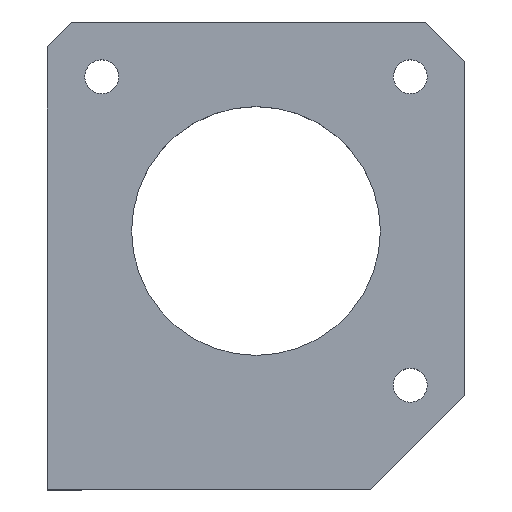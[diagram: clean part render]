
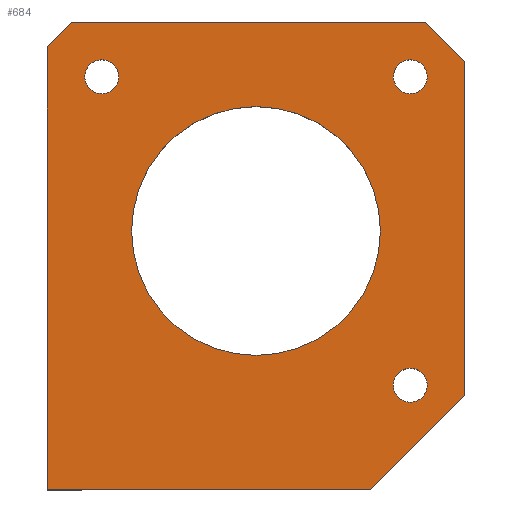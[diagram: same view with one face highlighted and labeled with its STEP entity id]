
A CAD part, top view. The second image highlights one B-rep face of the part: STEP entity #684.
In plain terms, the highlighted planar face has unit normal (0, 0, 1).
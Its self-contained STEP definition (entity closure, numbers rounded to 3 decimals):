
#3 = CARTESIAN_POINT ( 'NONE',  ( -42., 44.5, 7. ) ) ;
#22 = LINE ( 'NONE', #538, #1374 ) ;
#32 = DIRECTION ( 'NONE',  ( 0., 0., 1. ) ) ;
#34 = EDGE_CURVE ( 'NONE', #654, #1072, #798, .T. ) ;
#36 = CARTESIAN_POINT ( 'NONE',  ( 0., 47., 7. ) ) ;
#45 = VECTOR ( 'NONE', #648, 1000. ) ;
#66 = EDGE_CURVE ( 'NONE', #1573, #148, #1216, .T. ) ;
#75 = AXIS2_PLACEMENT_3D ( 'NONE', #946, #953, #1340 ) ;
#85 = CARTESIAN_POINT ( 'NONE',  ( -4.75, 4.75, 7. ) ) ;
#88 = CARTESIAN_POINT ( 'NONE',  ( -3.925, 47., 7. ) ) ;
#91 = CARTESIAN_POINT ( 'NONE',  ( 0., 0., 7. ) ) ;
#96 = EDGE_CURVE ( 'NONE', #1203, #214, #145, .T. ) ;
#102 = VECTOR ( 'NONE', #129, 1000. ) ;
#112 = DIRECTION ( 'NONE',  ( 0., 0., 1. ) ) ;
#128 = VECTOR ( 'NONE', #1297, 1000. ) ;
#129 = DIRECTION ( 'NONE',  ( 0., 1., 0. ) ) ;
#130 = CARTESIAN_POINT ( 'NONE',  ( -9.5, 0., 7. ) ) ;
#135 = CARTESIAN_POINT ( 'NONE',  ( -34.8, 41.5, 7. ) ) ;
#145 = LINE ( 'NONE', #1571, #102 ) ;
#148 = VERTEX_POINT ( 'NONE', #1035 ) ;
#149 = DIRECTION ( 'NONE',  ( 1., 0., 0. ) ) ;
#199 = ORIENTED_EDGE ( 'NONE', *, *, #1008, .T. ) ;
#201 = CARTESIAN_POINT ( 'NONE',  ( -3.796, 41.5, 7. ) ) ;
#209 = EDGE_CURVE ( 'NONE', #743, #1509, #614, .T. ) ;
#214 = VERTEX_POINT ( 'NONE', #668 ) ;
#221 = CARTESIAN_POINT ( 'NONE',  ( -21., 26., 7. ) ) ;
#271 = CARTESIAN_POINT ( 'NONE',  ( -5.496, 41.5, 7. ) ) ;
#290 = CIRCLE ( 'NONE', #694, 1.7 ) ;
#307 = CARTESIAN_POINT ( 'NONE',  ( -42., 0., 7. ) ) ;
#309 = FACE_BOUND ( 'NONE', #1390, .T. ) ;
#318 = VECTOR ( 'NONE', #469, 1000. ) ;
#322 = CARTESIAN_POINT ( 'NONE',  ( 0., 0., 7. ) ) ;
#330 = VERTEX_POINT ( 'NONE', #201 ) ;
#331 = DIRECTION ( 'NONE',  ( 0., 0., 1. ) ) ;
#342 = AXIS2_PLACEMENT_3D ( 'NONE', #1047, #1310, #149 ) ;
#384 = LINE ( 'NONE', #1031, #45 ) ;
#430 = ORIENTED_EDGE ( 'NONE', *, *, #66, .F. ) ;
#444 = VERTEX_POINT ( 'NONE', #3 ) ;
#445 = PLANE ( 'NONE',  #1236 ) ;
#454 = ORIENTED_EDGE ( 'NONE', *, *, #1526, .T. ) ;
#461 = CARTESIAN_POINT ( 'NONE',  ( -3.8, 10.5, 7. ) ) ;
#463 = ORIENTED_EDGE ( 'NONE', *, *, #896, .F. ) ;
#469 = DIRECTION ( 'NONE',  ( 0.707, 0.707, 0. ) ) ;
#481 = ORIENTED_EDGE ( 'NONE', *, *, #906, .T. ) ;
#538 = CARTESIAN_POINT ( 'NONE',  ( -43.25, 43.25, 7. ) ) ;
#539 = ORIENTED_EDGE ( 'NONE', *, *, #209, .F. ) ;
#552 = DIRECTION ( 'NONE',  ( -1., 0., 0. ) ) ;
#563 = CARTESIAN_POINT ( 'NONE',  ( -7.2, 10.5, 7. ) ) ;
#576 = DIRECTION ( 'NONE',  ( 1., 0., 0. ) ) ;
#595 = ORIENTED_EDGE ( 'NONE', *, *, #1239, .T. ) ;
#614 = CIRCLE ( 'NONE', #1440, 1.7 ) ;
#628 = ORIENTED_EDGE ( 'NONE', *, *, #96, .T. ) ;
#634 = DIRECTION ( 'NONE',  ( 0., 0., -1. ) ) ;
#648 = DIRECTION ( 'NONE',  ( 0., -1., 0. ) ) ;
#654 = VERTEX_POINT ( 'NONE', #563 ) ;
#668 = CARTESIAN_POINT ( 'NONE',  ( 0., 43.075, 7. ) ) ;
#684 = ADVANCED_FACE ( 'NONE', ( #980, #1091, #825, #309, #1616 ), #445, .T. ) ;
#694 = AXIS2_PLACEMENT_3D ( 'NONE', #903, #634, #1673 ) ;
#729 = VERTEX_POINT ( 'NONE', #88 ) ;
#743 = VERTEX_POINT ( 'NONE', #1516 ) ;
#746 = VERTEX_POINT ( 'NONE', #1012 ) ;
#747 = CIRCLE ( 'NONE', #967, 12.5 ) ;
#765 = DIRECTION ( 'NONE',  ( 1., 0., 0. ) ) ;
#798 = CIRCLE ( 'NONE', #1575, 1.7 ) ;
#802 = CIRCLE ( 'NONE', #75, 1.7 ) ;
#825 = FACE_BOUND ( 'NONE', #837, .T. ) ;
#837 = EDGE_LOOP ( 'NONE', ( #463, #539 ) ) ;
#847 = EDGE_LOOP ( 'NONE', ( #430, #891 ) ) ;
#858 = CIRCLE ( 'NONE', #342, 1.7 ) ;
#868 = DIRECTION ( 'NONE',  ( 1., 0., 0. ) ) ;
#877 = EDGE_LOOP ( 'NONE', ( #1143, #199, #481, #1177, #454, #954, #628 ) ) ;
#883 = EDGE_CURVE ( 'NONE', #444, #1005, #384, .T. ) ;
#891 = ORIENTED_EDGE ( 'NONE', *, *, #1111, .F. ) ;
#894 = DIRECTION ( 'NONE',  ( 0., 0., 1. ) ) ;
#895 = CARTESIAN_POINT ( 'NONE',  ( 0., 9.5, 7. ) ) ;
#896 = EDGE_CURVE ( 'NONE', #1509, #743, #858, .T. ) ;
#903 = CARTESIAN_POINT ( 'NONE',  ( -5.496, 41.5, 7. ) ) ;
#906 = EDGE_CURVE ( 'NONE', #746, #444, #22, .T. ) ;
#909 = DIRECTION ( 'NONE',  ( 1., 0., 0. ) ) ;
#946 = CARTESIAN_POINT ( 'NONE',  ( -5.5, 10.5, 7. ) ) ;
#953 = DIRECTION ( 'NONE',  ( 0., 0., 1. ) ) ;
#954 = ORIENTED_EDGE ( 'NONE', *, *, #1042, .T. ) ;
#967 = AXIS2_PLACEMENT_3D ( 'NONE', #221, #331, #868 ) ;
#980 = FACE_BOUND ( 'NONE', #847, .T. ) ;
#997 = DIRECTION ( 'NONE',  ( 0., 0., 1. ) ) ;
#1005 = VERTEX_POINT ( 'NONE', #307 ) ;
#1008 = EDGE_CURVE ( 'NONE', #729, #746, #1202, .T. ) ;
#1012 = CARTESIAN_POINT ( 'NONE',  ( -39.5, 47., 7. ) ) ;
#1031 = CARTESIAN_POINT ( 'NONE',  ( -42., 0., 7. ) ) ;
#1035 = CARTESIAN_POINT ( 'NONE',  ( -33.5, 26., 7. ) ) ;
#1036 = DIRECTION ( 'NONE',  ( 0., 0., -1. ) ) ;
#1042 = EDGE_CURVE ( 'NONE', #1303, #1203, #1249, .T. ) ;
#1047 = CARTESIAN_POINT ( 'NONE',  ( -36.5, 41.5, 7. ) ) ;
#1054 = AXIS2_PLACEMENT_3D ( 'NONE', #1564, #112, #1406 ) ;
#1059 = DIRECTION ( 'NONE',  ( -0.707, -0.707, 0. ) ) ;
#1072 = VERTEX_POINT ( 'NONE', #461 ) ;
#1091 = FACE_OUTER_BOUND ( 'NONE', #877, .T. ) ;
#1103 = VECTOR ( 'NONE', #576, 1000. ) ;
#1111 = EDGE_CURVE ( 'NONE', #148, #1573, #747, .T. ) ;
#1143 = ORIENTED_EDGE ( 'NONE', *, *, #1506, .F. ) ;
#1151 = CARTESIAN_POINT ( 'NONE',  ( -8.5, 26., 7. ) ) ;
#1173 = CARTESIAN_POINT ( 'NONE',  ( -7.196, 41.5, 7. ) ) ;
#1177 = ORIENTED_EDGE ( 'NONE', *, *, #883, .T. ) ;
#1202 = LINE ( 'NONE', #36, #1214 ) ;
#1203 = VERTEX_POINT ( 'NONE', #895 ) ;
#1214 = VECTOR ( 'NONE', #552, 1000. ) ;
#1216 = CIRCLE ( 'NONE', #1054, 12.5 ) ;
#1236 = AXIS2_PLACEMENT_3D ( 'NONE', #322, #997, #1244 ) ;
#1239 = EDGE_CURVE ( 'NONE', #1523, #330, #290, .T. ) ;
#1240 = CIRCLE ( 'NONE', #1325, 1.7 ) ;
#1244 = DIRECTION ( 'NONE',  ( 1., 0., 0. ) ) ;
#1249 = LINE ( 'NONE', #85, #318 ) ;
#1257 = EDGE_LOOP ( 'NONE', ( #595, #1598 ) ) ;
#1267 = EDGE_CURVE ( 'NONE', #330, #1523, #1240, .T. ) ;
#1274 = CARTESIAN_POINT ( 'NONE',  ( -5.5, 10.5, 7. ) ) ;
#1297 = DIRECTION ( 'NONE',  ( 0.707, -0.707, 0. ) ) ;
#1303 = VERTEX_POINT ( 'NONE', #130 ) ;
#1310 = DIRECTION ( 'NONE',  ( 0., 0., 1. ) ) ;
#1325 = AXIS2_PLACEMENT_3D ( 'NONE', #271, #1036, #765 ) ;
#1332 = CARTESIAN_POINT ( 'NONE',  ( -36.5, 41.5, 7. ) ) ;
#1338 = EDGE_CURVE ( 'NONE', #1072, #654, #802, .T. ) ;
#1340 = DIRECTION ( 'NONE',  ( 1., 0., 0. ) ) ;
#1374 = VECTOR ( 'NONE', #1059, 1000. ) ;
#1390 = EDGE_LOOP ( 'NONE', ( #1590, #1446 ) ) ;
#1406 = DIRECTION ( 'NONE',  ( 1., 0., 0. ) ) ;
#1425 = LINE ( 'NONE', #1433, #128 ) ;
#1433 = CARTESIAN_POINT ( 'NONE',  ( 0., 43.075, 7. ) ) ;
#1440 = AXIS2_PLACEMENT_3D ( 'NONE', #1332, #32, #1611 ) ;
#1446 = ORIENTED_EDGE ( 'NONE', *, *, #34, .F. ) ;
#1505 = LINE ( 'NONE', #91, #1103 ) ;
#1506 = EDGE_CURVE ( 'NONE', #729, #214, #1425, .T. ) ;
#1509 = VERTEX_POINT ( 'NONE', #135 ) ;
#1516 = CARTESIAN_POINT ( 'NONE',  ( -38.2, 41.5, 7. ) ) ;
#1523 = VERTEX_POINT ( 'NONE', #1173 ) ;
#1526 = EDGE_CURVE ( 'NONE', #1005, #1303, #1505, .T. ) ;
#1564 = CARTESIAN_POINT ( 'NONE',  ( -21., 26., 7. ) ) ;
#1571 = CARTESIAN_POINT ( 'NONE',  ( 0., 0., 7. ) ) ;
#1573 = VERTEX_POINT ( 'NONE', #1151 ) ;
#1575 = AXIS2_PLACEMENT_3D ( 'NONE', #1274, #894, #909 ) ;
#1590 = ORIENTED_EDGE ( 'NONE', *, *, #1338, .F. ) ;
#1598 = ORIENTED_EDGE ( 'NONE', *, *, #1267, .T. ) ;
#1611 = DIRECTION ( 'NONE',  ( 1., 0., 0. ) ) ;
#1616 = FACE_BOUND ( 'NONE', #1257, .T. ) ;
#1673 = DIRECTION ( 'NONE',  ( 1., 0., 0. ) ) ;
